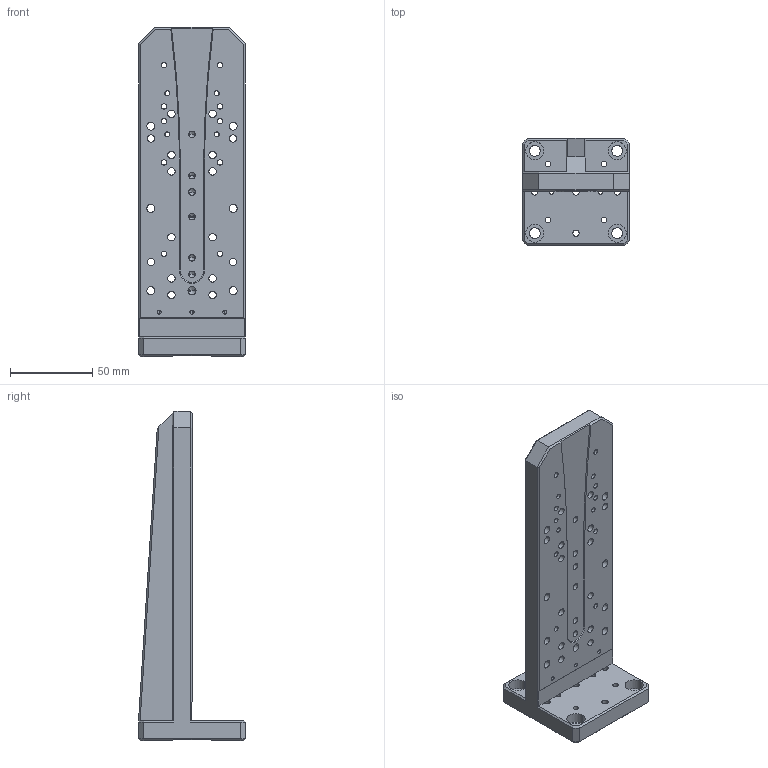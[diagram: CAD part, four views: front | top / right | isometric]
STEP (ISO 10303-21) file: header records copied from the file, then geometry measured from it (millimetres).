
FILE_DESCRIPTION((''),'2;1');
FILE_NAME('61009076.stp','2005-02-18T11:01:00',('rglaesner'),(''),'Autodesk Inventor 9','Autodesk Inventor 9','');
FILE_SCHEMA(('AUTOMOTIVE_DESIGN { 1 0 10303 214 1 1 1 1 }'));
Length unit declared in the file: millimetre
Products named in the file (1): 61009076
Bounding box: 65 x 65 x 200 mm (x, y, z)
Volume: 207256 mm3; surface area: 55587.9 mm2
Topology: 1 solids, 2 shells, 419 faces, 1046 edges, 660 vertices
Faces by surface type: cylinder 232, plane 144, cone 41, bspline 2
Entity records: 12874 total; most frequent: CARTESIAN_POINT 2364, DIRECTION 2339, ORIENTED_EDGE 2040, EDGE_CURVE 1020, AXIS2_PLACEMENT_3D 923, VERTEX_POINT 660, EDGE_LOOP 580, CIRCLE 505
